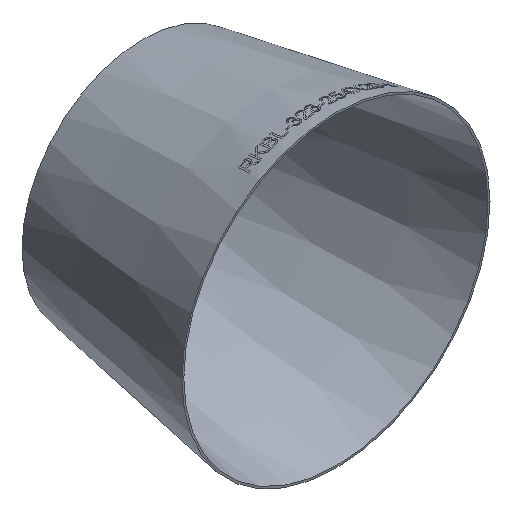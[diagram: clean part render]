
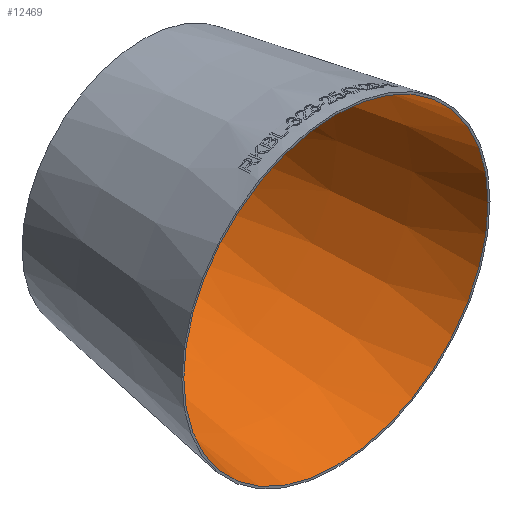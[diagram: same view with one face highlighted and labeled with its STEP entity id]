
A CAD part, isometric view. The second image highlights one B-rep face of the part: STEP entity #12469.
In plain terms, the highlighted conical face has half-angle 9.769 degrees and reference radius 159.921 mm.
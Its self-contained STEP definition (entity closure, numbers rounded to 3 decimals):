
#2613 = DIRECTION ( 'NONE',  ( 0., 0., -1. ) ) ;
#3855 = AXIS2_PLACEMENT_3D ( 'NONE', #32914, #8517, #24006 ) ;
#4804 = CARTESIAN_POINT ( 'NONE',  ( 0., 203., 0. ) ) ;
#5409 = AXIS2_PLACEMENT_3D ( 'NONE', #4804, #16928, #14686 ) ;
#8517 = DIRECTION ( 'NONE',  ( 0., -1., 0. ) ) ;
#12469 = ADVANCED_FACE ( 'NONE', ( #18056, #35287 ), #27916, .F. ) ;
#13978 = VERTEX_POINT ( 'NONE', #26062 ) ;
#14686 = DIRECTION ( 'NONE',  ( 0., 0., -1. ) ) ;
#14880 = AXIS2_PLACEMENT_3D ( 'NONE', #30204, #29810, #2613 ) ;
#15300 = ORIENTED_EDGE ( 'NONE', *, *, #25321, .F. ) ;
#16928 = DIRECTION ( 'NONE',  ( 0., -1., 0. ) ) ;
#18015 = EDGE_LOOP ( 'NONE', ( #32089 ) ) ;
#18056 = FACE_BOUND ( 'NONE', #23424, .T. ) ;
#20701 = VERTEX_POINT ( 'NONE', #29824 ) ;
#23424 = EDGE_LOOP ( 'NONE', ( #15300 ) ) ;
#24006 = DIRECTION ( 'NONE',  ( 0., 0., -1. ) ) ;
#25321 = EDGE_CURVE ( 'NONE', #13978, #13978, #34057, .T. ) ;
#25624 = CIRCLE ( 'NONE', #14880, 159.921 ) ;
#26062 = CARTESIAN_POINT ( 'NONE',  ( 0., 203., -124.971 ) ) ;
#26723 = EDGE_CURVE ( 'NONE', #20701, #20701, #25624, .T. ) ;
#27916 = CONICAL_SURFACE ( 'NONE', #3855, 159.921, 0.17 ) ;
#29810 = DIRECTION ( 'NONE',  ( 0., -1., 0. ) ) ;
#29824 = CARTESIAN_POINT ( 'NONE',  ( 0., 0., -159.921 ) ) ;
#30204 = CARTESIAN_POINT ( 'NONE',  ( 0., 0., 0. ) ) ;
#32089 = ORIENTED_EDGE ( 'NONE', *, *, #26723, .T. ) ;
#32914 = CARTESIAN_POINT ( 'NONE',  ( 0., 0., 0. ) ) ;
#34057 = CIRCLE ( 'NONE', #5409, 124.971 ) ;
#35287 = FACE_OUTER_BOUND ( 'NONE', #18015, .T. ) ;
